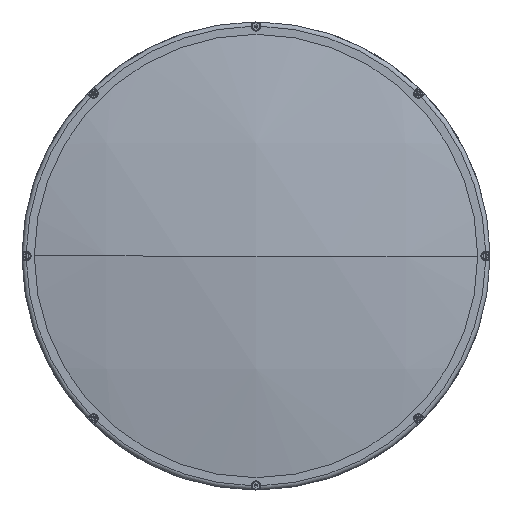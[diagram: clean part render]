
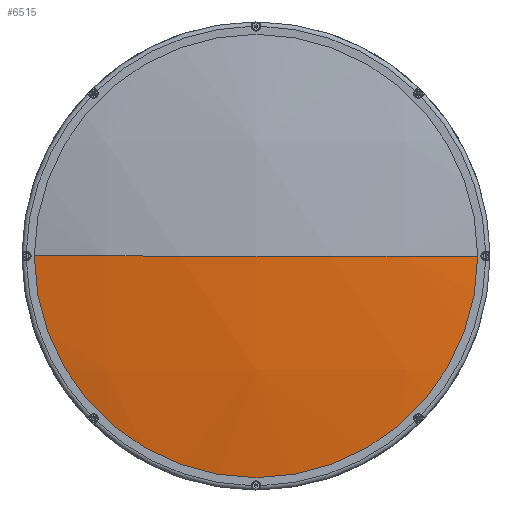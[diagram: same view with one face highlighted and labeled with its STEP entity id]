
A CAD part, left-side view. The second image highlights one B-rep face of the part: STEP entity #6515.
In plain terms, the highlighted spherical face has radius 786 mm.
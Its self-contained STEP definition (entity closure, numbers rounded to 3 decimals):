
#1045 = CARTESIAN_POINT ( 'NONE',  ( -719.032, 0., 0. ) ) ;
#1066 = AXIS2_PLACEMENT_3D ( 'NONE', #8177, #2222, #8216 ) ;
#1118 = DIRECTION ( 'NONE',  ( 0., 1., 0. ) ) ;
#1452 = EDGE_CURVE ( 'NONE', #4520, #3288, #4298, .T. ) ;
#2222 = DIRECTION ( 'NONE',  ( 0., 0., 1. ) ) ;
#2314 = AXIS2_PLACEMENT_3D ( 'NONE', #11170, #9435, #11101 ) ;
#2490 = DIRECTION ( 'NONE',  ( -1., 0., 0. ) ) ;
#2910 = SPHERICAL_SURFACE ( 'NONE', #2314, 786. ) ;
#3150 = AXIS2_PLACEMENT_3D ( 'NONE', #6257, #5447, #1118 ) ;
#3288 = VERTEX_POINT ( 'NONE', #1045 ) ;
#3393 = CARTESIAN_POINT ( 'NONE',  ( -703.698, 0., 0. ) ) ;
#3876 = CIRCLE ( 'NONE', #5889, 154.5 ) ;
#4009 = EDGE_CURVE ( 'NONE', #8699, #4520, #3876, .T. ) ;
#4250 = CARTESIAN_POINT ( 'NONE',  ( -703.698, -154.5, 0. ) ) ;
#4298 = CIRCLE ( 'NONE', #3150, 786. ) ;
#4520 = VERTEX_POINT ( 'NONE', #4250 ) ;
#4953 = ORIENTED_EDGE ( 'NONE', *, *, #1452, .T. ) ;
#5447 = DIRECTION ( 'NONE',  ( 0., 0., -1. ) ) ;
#5642 = EDGE_CURVE ( 'NONE', #8699, #3288, #6680, .T. ) ;
#5889 = AXIS2_PLACEMENT_3D ( 'NONE', #3393, #2490, #10173 ) ;
#6257 = CARTESIAN_POINT ( 'NONE',  ( 66.968, 0., 0. ) ) ;
#6515 = ADVANCED_FACE ( 'NONE', ( #7469 ), #2910, .T. ) ;
#6680 = CIRCLE ( 'NONE', #1066, 786. ) ;
#7009 = ORIENTED_EDGE ( 'NONE', *, *, #5642, .F. ) ;
#7469 = FACE_OUTER_BOUND ( 'NONE', #9023, .T. ) ;
#8177 = CARTESIAN_POINT ( 'NONE',  ( 66.968, 0., 0. ) ) ;
#8216 = DIRECTION ( 'NONE',  ( 0., -1., 0. ) ) ;
#8606 = ORIENTED_EDGE ( 'NONE', *, *, #4009, .T. ) ;
#8699 = VERTEX_POINT ( 'NONE', #9571 ) ;
#9023 = EDGE_LOOP ( 'NONE', ( #8606, #4953, #7009 ) ) ;
#9435 = DIRECTION ( 'NONE',  ( 0., 0., -1. ) ) ;
#9571 = CARTESIAN_POINT ( 'NONE',  ( -703.698, 154.5, 0. ) ) ;
#10173 = DIRECTION ( 'NONE',  ( 0., 0., 1. ) ) ;
#11101 = DIRECTION ( 'NONE',  ( 0., 1., 0. ) ) ;
#11170 = CARTESIAN_POINT ( 'NONE',  ( 66.968, 0., 0. ) ) ;
